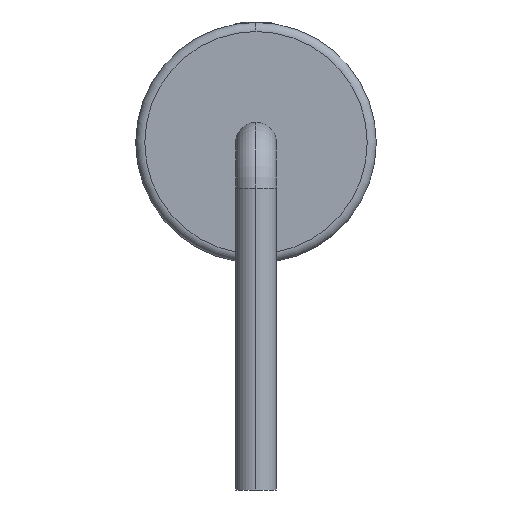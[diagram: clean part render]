
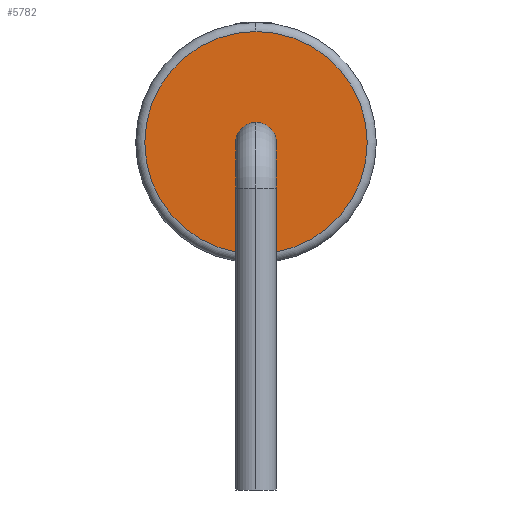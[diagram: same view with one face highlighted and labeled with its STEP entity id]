
A CAD part, left-side view. The second image highlights one B-rep face of the part: STEP entity #5782.
In plain terms, the highlighted planar face has unit normal (-1, 0, 0).
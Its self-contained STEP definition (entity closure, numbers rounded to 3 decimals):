
#776 = CARTESIAN_POINT ( 'NONE',  ( -4.75, 0., 0. ) ) ;
#875 = DIRECTION ( 'NONE',  ( -1., 0., 0. ) ) ;
#1095 = VERTEX_POINT ( 'NONE', #6729 ) ;
#1175 = AXIS2_PLACEMENT_3D ( 'NONE', #8635, #2582, #1954 ) ;
#1242 = VERTEX_POINT ( 'NONE', #6782 ) ;
#1339 = CARTESIAN_POINT ( 'NONE',  ( -4.75, 0., 0. ) ) ;
#1954 = DIRECTION ( 'NONE',  ( 0., 0., -1. ) ) ;
#2073 = FACE_OUTER_BOUND ( 'NONE', #4974, .T. ) ;
#2106 = AXIS2_PLACEMENT_3D ( 'NONE', #1339, #4871, #7828 ) ;
#2565 = EDGE_CURVE ( 'NONE', #6702, #4478, #6634, .T. ) ;
#2582 = DIRECTION ( 'NONE',  ( -1., 0., 0. ) ) ;
#2931 = ORIENTED_EDGE ( 'NONE', *, *, #3354, .T. ) ;
#3235 = CARTESIAN_POINT ( 'NONE',  ( -4.75, 0., 2.45 ) ) ;
#3354 = EDGE_CURVE ( 'NONE', #1242, #1095, #8354, .T. ) ;
#3572 = PLANE ( 'NONE',  #2106 ) ;
#3783 = CIRCLE ( 'NONE', #5026, 0.45 ) ;
#3935 = DIRECTION ( 'NONE',  ( 0., 0., -1. ) ) ;
#4478 = VERTEX_POINT ( 'NONE', #7258 ) ;
#4665 = ORIENTED_EDGE ( 'NONE', *, *, #9590, .T. ) ;
#4770 = CARTESIAN_POINT ( 'NONE',  ( -4.75, 0., 0. ) ) ;
#4815 = DIRECTION ( 'NONE',  ( 1., 0., 0. ) ) ;
#4871 = DIRECTION ( 'NONE',  ( 1., 0., 0. ) ) ;
#4974 = EDGE_LOOP ( 'NONE', ( #8319, #6802 ) ) ;
#5026 = AXIS2_PLACEMENT_3D ( 'NONE', #7216, #6377, #9331 ) ;
#5161 = EDGE_LOOP ( 'NONE', ( #2931, #4665 ) ) ;
#5189 = AXIS2_PLACEMENT_3D ( 'NONE', #776, #875, #3935 ) ;
#5782 = ADVANCED_FACE ( 'NONE', ( #2073, #6451 ), #3572, .F. ) ;
#5950 = EDGE_CURVE ( 'NONE', #4478, #6702, #7093, .T. ) ;
#6377 = DIRECTION ( 'NONE',  ( 1., 0., 0. ) ) ;
#6451 = FACE_BOUND ( 'NONE', #5161, .T. ) ;
#6634 = CIRCLE ( 'NONE', #1175, 2.45 ) ;
#6702 = VERTEX_POINT ( 'NONE', #3235 ) ;
#6729 = CARTESIAN_POINT ( 'NONE',  ( -4.75, 0., -0.45 ) ) ;
#6782 = CARTESIAN_POINT ( 'NONE',  ( -4.75, 0., 0.45 ) ) ;
#6802 = ORIENTED_EDGE ( 'NONE', *, *, #2565, .T. ) ;
#7093 = CIRCLE ( 'NONE', #5189, 2.45 ) ;
#7216 = CARTESIAN_POINT ( 'NONE',  ( -4.75, 0., 0. ) ) ;
#7258 = CARTESIAN_POINT ( 'NONE',  ( -4.75, 0., -2.45 ) ) ;
#7571 = AXIS2_PLACEMENT_3D ( 'NONE', #4770, #4815, #7823 ) ;
#7823 = DIRECTION ( 'NONE',  ( 0., 0., -1. ) ) ;
#7828 = DIRECTION ( 'NONE',  ( 0., 0., -1. ) ) ;
#8319 = ORIENTED_EDGE ( 'NONE', *, *, #5950, .T. ) ;
#8354 = CIRCLE ( 'NONE', #7571, 0.45 ) ;
#8635 = CARTESIAN_POINT ( 'NONE',  ( -4.75, 0., 0. ) ) ;
#9331 = DIRECTION ( 'NONE',  ( 0., 0., -1. ) ) ;
#9590 = EDGE_CURVE ( 'NONE', #1095, #1242, #3783, .T. ) ;
